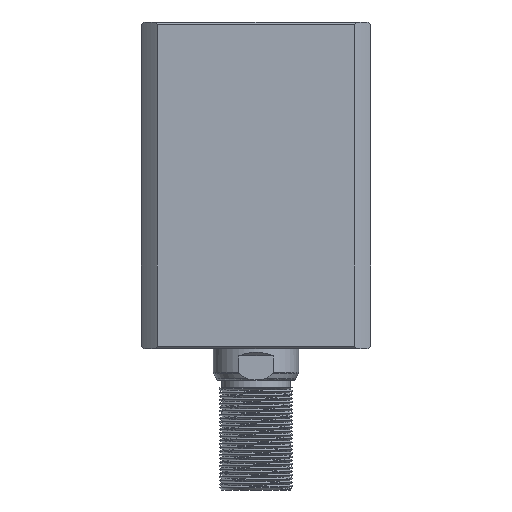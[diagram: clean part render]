
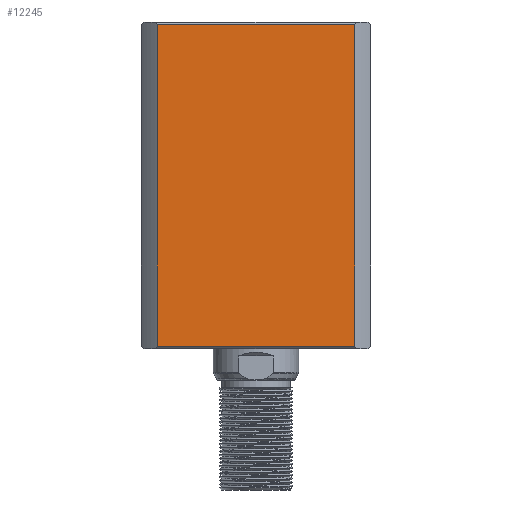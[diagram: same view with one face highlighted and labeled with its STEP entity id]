
A CAD part, left-side view. The second image highlights one B-rep face of the part: STEP entity #12245.
In plain terms, the highlighted planar face has unit normal (-1, 0, 0).
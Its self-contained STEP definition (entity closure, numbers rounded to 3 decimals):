
#164 = DIRECTION ( 'NONE',  ( 0., -1., 0. ) ) ;
#1301 = LINE ( 'NONE', #16544, #8144 ) ;
#1704 = EDGE_CURVE ( 'NONE', #5046, #7482, #6720, .T. ) ;
#1717 = CARTESIAN_POINT ( 'NONE',  ( -47., -40.435, 1. ) ) ;
#2001 = CARTESIAN_POINT ( 'NONE',  ( -47., 47., 134. ) ) ;
#2397 = DIRECTION ( 'NONE',  ( 0., 0., 1. ) ) ;
#2569 = ORIENTED_EDGE ( 'NONE', *, *, #6124, .T. ) ;
#2760 = CARTESIAN_POINT ( 'NONE',  ( -47., 40.435, 133. ) ) ;
#3097 = VERTEX_POINT ( 'NONE', #2760 ) ;
#3404 = DIRECTION ( 'NONE',  ( 1., 0., 0. ) ) ;
#3629 = ORIENTED_EDGE ( 'NONE', *, *, #11771, .F. ) ;
#4430 = CARTESIAN_POINT ( 'NONE',  ( -47., -40.435, 300. ) ) ;
#4667 = DIRECTION ( 'NONE',  ( 0., 0., -1. ) ) ;
#4923 = AXIS2_PLACEMENT_3D ( 'NONE', #2001, #3404, #13004 ) ;
#5046 = VERTEX_POINT ( 'NONE', #9343 ) ;
#5733 = FACE_OUTER_BOUND ( 'NONE', #11950, .T. ) ;
#6124 = EDGE_CURVE ( 'NONE', #14506, #7482, #1301, .T. ) ;
#6720 = LINE ( 'NONE', #4430, #13616 ) ;
#7482 = VERTEX_POINT ( 'NONE', #1717 ) ;
#8144 = VECTOR ( 'NONE', #164, 1000. ) ;
#8506 = VECTOR ( 'NONE', #16918, 1000. ) ;
#9183 = CARTESIAN_POINT ( 'NONE',  ( -47., 40.435, 300. ) ) ;
#9343 = CARTESIAN_POINT ( 'NONE',  ( -47., -40.435, 133. ) ) ;
#10242 = PLANE ( 'NONE',  #4923 ) ;
#10472 = VECTOR ( 'NONE', #2397, 1000. ) ;
#11151 = EDGE_CURVE ( 'NONE', #5046, #3097, #12611, .T. ) ;
#11588 = CARTESIAN_POINT ( 'NONE',  ( -47., 47., 133. ) ) ;
#11771 = EDGE_CURVE ( 'NONE', #14506, #3097, #17756, .T. ) ;
#11950 = EDGE_LOOP ( 'NONE', ( #17162, #14763, #3629, #2569 ) ) ;
#12245 = ADVANCED_FACE ( 'NONE', ( #5733 ), #10242, .F. ) ;
#12611 = LINE ( 'NONE', #11588, #8506 ) ;
#13004 = DIRECTION ( 'NONE',  ( 0., 1., 0. ) ) ;
#13616 = VECTOR ( 'NONE', #4667, 1000. ) ;
#14506 = VERTEX_POINT ( 'NONE', #16985 ) ;
#14763 = ORIENTED_EDGE ( 'NONE', *, *, #11151, .T. ) ;
#16544 = CARTESIAN_POINT ( 'NONE',  ( -47., 47., 1. ) ) ;
#16918 = DIRECTION ( 'NONE',  ( 0., 1., 0. ) ) ;
#16985 = CARTESIAN_POINT ( 'NONE',  ( -47., 40.435, 1. ) ) ;
#17162 = ORIENTED_EDGE ( 'NONE', *, *, #1704, .F. ) ;
#17756 = LINE ( 'NONE', #9183, #10472 ) ;
